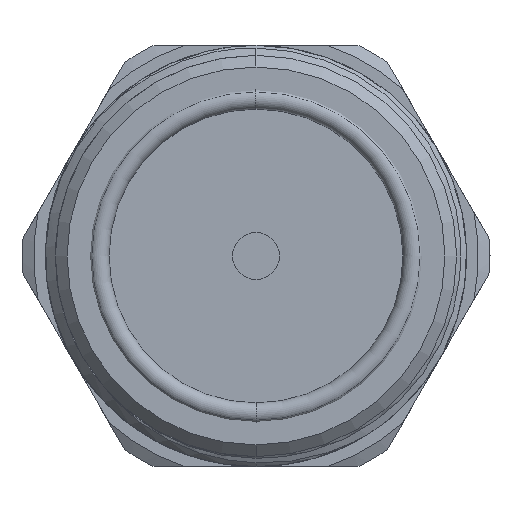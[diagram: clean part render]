
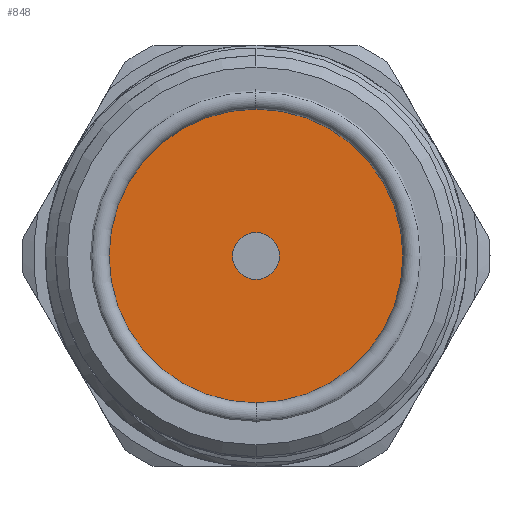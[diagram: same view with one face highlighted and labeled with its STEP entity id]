
A CAD part, front view. The second image highlights one B-rep face of the part: STEP entity #848.
In plain terms, the highlighted planar face has unit normal (0, -1, 0).
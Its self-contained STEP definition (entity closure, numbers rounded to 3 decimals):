
#254 = AXIS2_PLACEMENT_3D ( 'NONE', #1442, #4603, #1886 ) ;
#329 = DIRECTION ( 'NONE',  ( 0., -1., 0. ) ) ;
#339 = CARTESIAN_POINT ( 'NONE',  ( 0., 27.4, 0. ) ) ;
#429 = ORIENTED_EDGE ( 'NONE', *, *, #2921, .F. ) ;
#696 = CARTESIAN_POINT ( 'NONE',  ( 0., 27.4, 14. ) ) ;
#809 = DIRECTION ( 'NONE',  ( 0., 0., -1. ) ) ;
#848 = ADVANCED_FACE ( 'NONE', ( #5627, #2026 ), #5077, .T. ) ;
#912 = ORIENTED_EDGE ( 'NONE', *, *, #4896, .F. ) ;
#965 = VERTEX_POINT ( 'NONE', #696 ) ;
#993 = AXIS2_PLACEMENT_3D ( 'NONE', #339, #3508, #809 ) ;
#1326 = DIRECTION ( 'NONE',  ( 0., -1., 0. ) ) ;
#1338 = CARTESIAN_POINT ( 'NONE',  ( 0., 27.4, -14. ) ) ;
#1422 = EDGE_CURVE ( 'NONE', #965, #1956, #1718, .T. ) ;
#1442 = CARTESIAN_POINT ( 'NONE',  ( 0., 27.4, 0. ) ) ;
#1476 = EDGE_LOOP ( 'NONE', ( #912, #429 ) ) ;
#1656 = CARTESIAN_POINT ( 'NONE',  ( 0., 27.4, -2. ) ) ;
#1718 = CIRCLE ( 'NONE', #3868, 14. ) ;
#1886 = DIRECTION ( 'NONE',  ( 0., 0., -1. ) ) ;
#1956 = VERTEX_POINT ( 'NONE', #1338 ) ;
#2026 = FACE_OUTER_BOUND ( 'NONE', #2380, .T. ) ;
#2251 = ORIENTED_EDGE ( 'NONE', *, *, #3580, .T. ) ;
#2361 = CARTESIAN_POINT ( 'NONE',  ( 0., 27.4, 0. ) ) ;
#2380 = EDGE_LOOP ( 'NONE', ( #2251, #2860 ) ) ;
#2605 = AXIS2_PLACEMENT_3D ( 'NONE', #3041, #329, #3500 ) ;
#2677 = CIRCLE ( 'NONE', #993, 14. ) ;
#2805 = DIRECTION ( 'NONE',  ( 0., 0., -1. ) ) ;
#2860 = ORIENTED_EDGE ( 'NONE', *, *, #1422, .T. ) ;
#2921 = EDGE_CURVE ( 'NONE', #4145, #4861, #5034, .T. ) ;
#3041 = CARTESIAN_POINT ( 'NONE',  ( 0., 27.4, 0. ) ) ;
#3500 = DIRECTION ( 'NONE',  ( 0., 0., -1. ) ) ;
#3508 = DIRECTION ( 'NONE',  ( 0., -1., 0. ) ) ;
#3580 = EDGE_CURVE ( 'NONE', #1956, #965, #2677, .T. ) ;
#3788 = AXIS2_PLACEMENT_3D ( 'NONE', #2361, #5518, #2805 ) ;
#3868 = AXIS2_PLACEMENT_3D ( 'NONE', #4033, #1326, #4492 ) ;
#4033 = CARTESIAN_POINT ( 'NONE',  ( 0., 27.4, 0. ) ) ;
#4145 = VERTEX_POINT ( 'NONE', #5606 ) ;
#4492 = DIRECTION ( 'NONE',  ( 0., 0., -1. ) ) ;
#4603 = DIRECTION ( 'NONE',  ( 0., -1., 0. ) ) ;
#4830 = CIRCLE ( 'NONE', #2605, 2. ) ;
#4861 = VERTEX_POINT ( 'NONE', #1656 ) ;
#4896 = EDGE_CURVE ( 'NONE', #4861, #4145, #4830, .T. ) ;
#5034 = CIRCLE ( 'NONE', #254, 2. ) ;
#5077 = PLANE ( 'NONE',  #3788 ) ;
#5518 = DIRECTION ( 'NONE',  ( 0., -1., 0. ) ) ;
#5606 = CARTESIAN_POINT ( 'NONE',  ( 0., 27.4, 2. ) ) ;
#5627 = FACE_BOUND ( 'NONE', #1476, .T. ) ;
